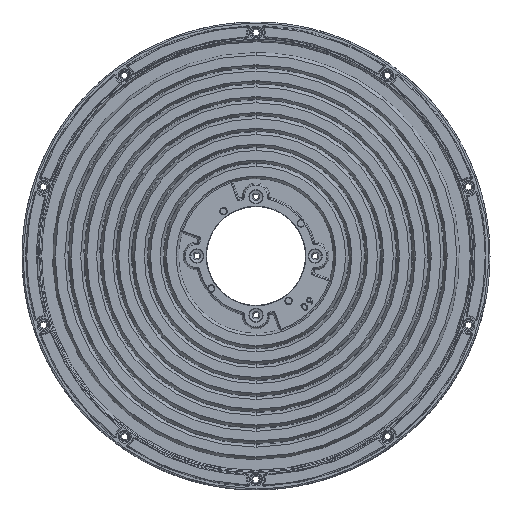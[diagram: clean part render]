
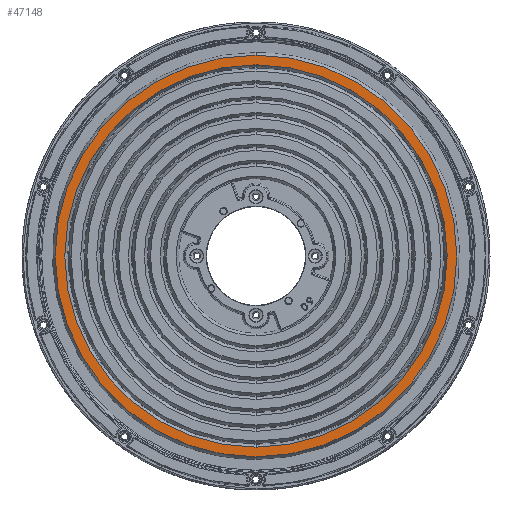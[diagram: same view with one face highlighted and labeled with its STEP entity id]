
A CAD part, top view. The second image highlights one B-rep face of the part: STEP entity #47148.
In plain terms, the highlighted planar face has unit normal (0, 0, 1).
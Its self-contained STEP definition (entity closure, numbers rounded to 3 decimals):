
#565 = CARTESIAN_POINT ( 'NONE',  ( 0., -108.254, 2.9 ) ) ;
#2781 = VERTEX_POINT ( 'NONE', #18373 ) ;
#3493 = EDGE_CURVE ( 'NONE', #53119, #37670, #23518, .T. ) ;
#5236 = ORIENTED_EDGE ( 'NONE', *, *, #36179, .F. ) ;
#7076 = CARTESIAN_POINT ( 'NONE',  ( 0., 0., 2.9 ) ) ;
#9156 = DIRECTION ( 'NONE',  ( -1., 0., 0. ) ) ;
#10371 = DIRECTION ( 'NONE',  ( 0., 0., 1. ) ) ;
#10382 = DIRECTION ( 'NONE',  ( -1., 0., 0. ) ) ;
#10513 = DIRECTION ( 'NONE',  ( 0., 0., 1. ) ) ;
#13280 = CARTESIAN_POINT ( 'NONE',  ( 0., 108.254, 2.9 ) ) ;
#14437 = FACE_OUTER_BOUND ( 'NONE', #36662, .T. ) ;
#16021 = AXIS2_PLACEMENT_3D ( 'NONE', #7076, #23296, #39791 ) ;
#18293 = CARTESIAN_POINT ( 'NONE',  ( 0., 0., 2.9 ) ) ;
#18373 = CARTESIAN_POINT ( 'NONE',  ( 0., 113.746, 2.9 ) ) ;
#19890 = AXIS2_PLACEMENT_3D ( 'NONE', #18293, #47115, #10382 ) ;
#19924 = CIRCLE ( 'NONE', #19890, 113.746 ) ;
#22731 = AXIS2_PLACEMENT_3D ( 'NONE', #29419, #45903, #9156 ) ;
#23055 = EDGE_CURVE ( 'NONE', #37670, #53119, #27458, .T. ) ;
#23296 = DIRECTION ( 'NONE',  ( 0., 0., -1. ) ) ;
#23518 = CIRCLE ( 'NONE', #22731, 108.254 ) ;
#26575 = DIRECTION ( 'NONE',  ( -1., 0., 0. ) ) ;
#26733 = DIRECTION ( 'NONE',  ( 1., 0., 0. ) ) ;
#26976 = CARTESIAN_POINT ( 'NONE',  ( 0., -113.746, 2.9 ) ) ;
#27458 = CIRCLE ( 'NONE', #36171, 108.254 ) ;
#29419 = CARTESIAN_POINT ( 'NONE',  ( 0., 0., 2.9 ) ) ;
#29447 = ORIENTED_EDGE ( 'NONE', *, *, #3493, .F. ) ;
#30386 = VERTEX_POINT ( 'NONE', #26976 ) ;
#30798 = PLANE ( 'NONE',  #44552 ) ;
#34821 = ORIENTED_EDGE ( 'NONE', *, *, #23055, .F. ) ;
#36171 = AXIS2_PLACEMENT_3D ( 'NONE', #47107, #10371, #26575 ) ;
#36179 = EDGE_CURVE ( 'NONE', #30386, #2781, #19924, .T. ) ;
#36662 = EDGE_LOOP ( 'NONE', ( #44263, #5236 ) ) ;
#37670 = VERTEX_POINT ( 'NONE', #13280 ) ;
#38997 = EDGE_CURVE ( 'NONE', #2781, #30386, #50431, .T. ) ;
#39791 = DIRECTION ( 'NONE',  ( -1., 0., 0. ) ) ;
#44263 = ORIENTED_EDGE ( 'NONE', *, *, #38997, .F. ) ;
#44552 = AXIS2_PLACEMENT_3D ( 'NONE', #47253, #10513, #26733 ) ;
#45903 = DIRECTION ( 'NONE',  ( 0., 0., 1. ) ) ;
#47107 = CARTESIAN_POINT ( 'NONE',  ( 0., 0., 2.9 ) ) ;
#47115 = DIRECTION ( 'NONE',  ( 0., 0., -1. ) ) ;
#47148 = ADVANCED_FACE ( 'NONE', ( #51307, #14437 ), #30798, .T. ) ;
#47253 = CARTESIAN_POINT ( 'NONE',  ( 0., 0., 2.9 ) ) ;
#50431 = CIRCLE ( 'NONE', #16021, 113.746 ) ;
#51218 = EDGE_LOOP ( 'NONE', ( #29447, #34821 ) ) ;
#51307 = FACE_BOUND ( 'NONE', #51218, .T. ) ;
#53119 = VERTEX_POINT ( 'NONE', #565 ) ;
